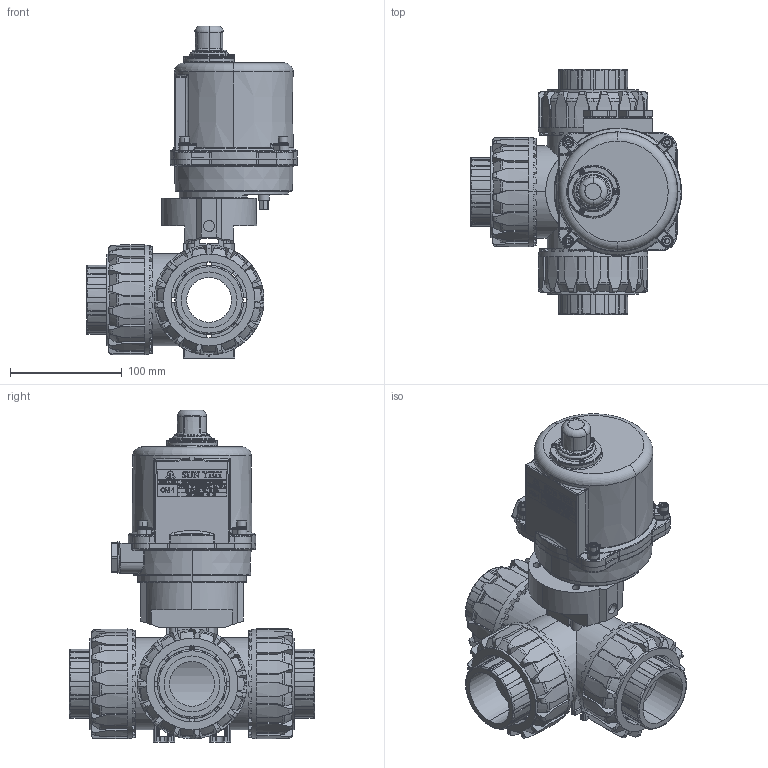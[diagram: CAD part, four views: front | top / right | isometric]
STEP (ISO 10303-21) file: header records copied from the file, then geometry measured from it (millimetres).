
FILE_DESCRIPTION (( 'STEP AP214' ), '1' );
FILE_NAME ('200351050-KKE-050-3.2-FIP-OM1.STEP', '2021-09-30T11:41:51', ( '' ), ( '' ), 'SwSTEP 2.0', 'SolidWorks 2018', '' );
FILE_SCHEMA (( 'AUTOMOTIVE_DESIGN' ));
Length unit declared in the file: millimetre
Products named in the file (1): 200351050-KKE-050-3.2-FIP-OM1
Bounding box: 188.8 x 219.4 x 297.1 mm (x, y, z)
Surface area: 264146.7 mm2 (no closed solid volume)
Topology: 0 solids, 111 shells, 2080 faces, 8764 edges, 6585 vertices
Faces by surface type: plane 1148, cylinder 444, bspline 202, torus 147, cone 137, sphere 2
Entity records: 128443 total; most frequent: CARTESIAN_POINT 40279, ORIENTED_EDGE 13664, DIRECTION 11580, EDGE_CURVE 8740, VERTEX_POINT 6585, AXIS2_PLACEMENT_3D 3871, LINE 3838, VECTOR 3838
